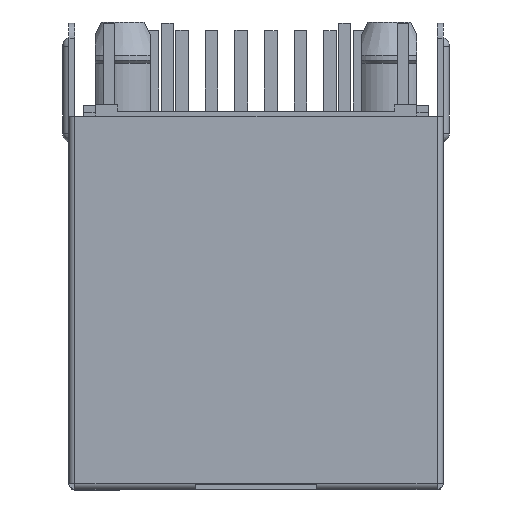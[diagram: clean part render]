
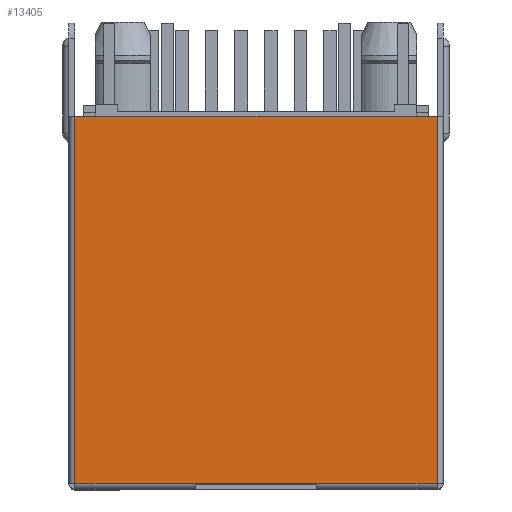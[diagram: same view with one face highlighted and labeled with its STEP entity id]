
A CAD part, top view. The second image highlights one B-rep face of the part: STEP entity #13405.
In plain terms, the highlighted planar face has unit normal (0, 0, 1).
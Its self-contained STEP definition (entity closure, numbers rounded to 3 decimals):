
#3554=ORIENTED_EDGE('',*,*,#6082,.T.);
#3555=ORIENTED_EDGE('',*,*,#6060,.T.);
#3556=ORIENTED_EDGE('',*,*,#6083,.T.);
#3557=ORIENTED_EDGE('',*,*,#6061,.T.);
#3558=ORIENTED_EDGE('',*,*,#6084,.F.);
#3559=ORIENTED_EDGE('',*,*,#5992,.T.);
#5992=EDGE_CURVE('',#7481,#7480,#8971,.T.);
#6060=EDGE_CURVE('',#7442,#7537,#9031,.T.);
#6061=EDGE_CURVE('',#7538,#7539,#9032,.T.);
#6082=EDGE_CURVE('',#7480,#7442,#9042,.T.);
#6083=EDGE_CURVE('',#7537,#7538,#9043,.T.);
#6084=EDGE_CURVE('',#7481,#7539,#9044,.T.);
#7442=VERTEX_POINT('',#21411);
#7480=VERTEX_POINT('',#21495);
#7481=VERTEX_POINT('',#21497);
#7537=VERTEX_POINT('',#21626);
#7538=VERTEX_POINT('',#21630);
#7539=VERTEX_POINT('',#21631);
#8971=LINE('',#21496,#10542);
#9031=LINE('',#21627,#10602);
#9032=LINE('',#21629,#10603);
#9042=LINE('',#21668,#10613);
#9043=LINE('',#21669,#10614);
#9044=LINE('',#21670,#10615);
#10542=VECTOR('',#17412,1000.);
#10602=VECTOR('',#17500,1000.);
#10603=VECTOR('',#17503,1000.);
#10613=VECTOR('',#17551,1000.);
#10614=VECTOR('',#17552,1000.);
#10615=VECTOR('',#17553,1000.);
#11452=EDGE_LOOP('',(#3554,#3555,#3556,#3557,#3558,#3559));
#12179=FACE_BOUND('',#11452,.T.);
#12785=PLANE('',#14522);
#13405=ADVANCED_FACE('',(#12179),#12785,.T.);
#14522=AXIS2_PLACEMENT_3D('',#21667,#17549,#17550);
#17412=DIRECTION('',(-1.,0.,0.));
#17500=DIRECTION('',(1.,0.,0.));
#17503=DIRECTION('',(1.,0.,0.));
#17549=DIRECTION('',(0.,0.,1.));
#17550=DIRECTION('',(1.,0.,0.));
#17551=DIRECTION('',(0.,-1.,0.));
#17552=DIRECTION('',(1.,0.,0.));
#17553=DIRECTION('',(0.,-1.,0.));
#21411=CARTESIAN_POINT('',(-7.765,-7.865,6.73));
#21495=CARTESIAN_POINT('',(-7.765,7.875,6.73));
#21496=CARTESIAN_POINT('',(-7.765,7.875,6.73));
#21497=CARTESIAN_POINT('',(7.765,7.875,6.73));
#21626=CARTESIAN_POINT('',(-2.6,-7.865,6.73));
#21627=CARTESIAN_POINT('',(-7.765,-7.865,6.73));
#21629=CARTESIAN_POINT('',(-7.765,-7.865,6.73));
#21630=CARTESIAN_POINT('',(2.6,-7.865,6.73));
#21631=CARTESIAN_POINT('',(7.765,-7.865,6.73));
#21667=CARTESIAN_POINT('',(-7.765,7.875,6.73));
#21668=CARTESIAN_POINT('',(-7.765,7.875,6.73));
#21669=CARTESIAN_POINT('',(-2.6,-7.865,6.73));
#21670=CARTESIAN_POINT('',(7.765,7.875,6.73));
